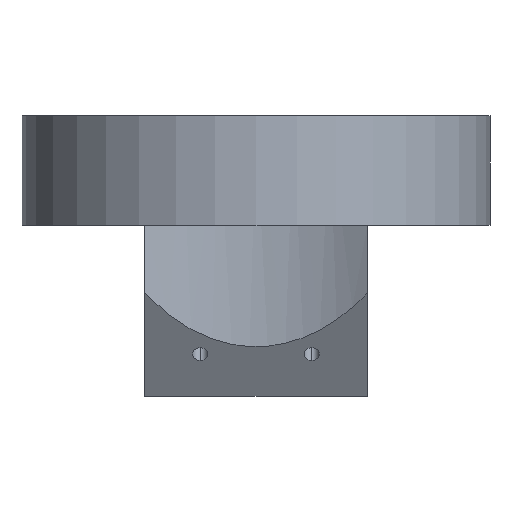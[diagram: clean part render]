
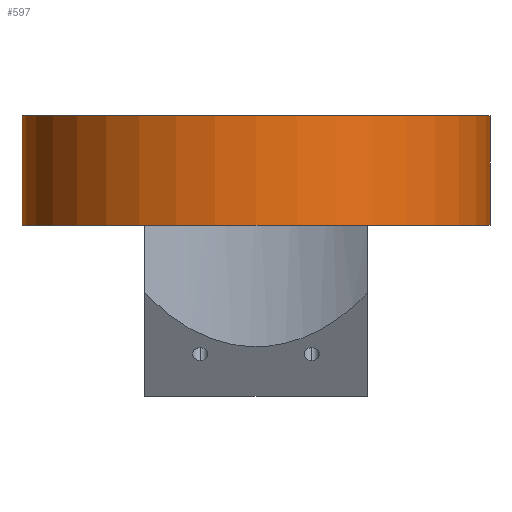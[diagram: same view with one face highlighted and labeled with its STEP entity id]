
A CAD part, front view. The second image highlights one B-rep face of the part: STEP entity #597.
In plain terms, the highlighted cylindrical face has radius 63 mm (diameter 126 mm), a partial arc.
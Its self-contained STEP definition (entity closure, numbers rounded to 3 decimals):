
#20 = DIRECTION ( 'NONE',  ( -1., 0., 0. ) ) ;
#34 = CARTESIAN_POINT ( 'NONE',  ( -63., 0., 29.4 ) ) ;
#62 = AXIS2_PLACEMENT_3D ( 'NONE', #443, #573, #319 ) ;
#77 = VERTEX_POINT ( 'NONE', #93 ) ;
#93 = CARTESIAN_POINT ( 'NONE',  ( 63., 0., 29.4 ) ) ;
#101 = EDGE_LOOP ( 'NONE', ( #488, #277, #405, #291 ) ) ;
#103 = LINE ( 'NONE', #34, #503 ) ;
#118 = LINE ( 'NONE', #672, #187 ) ;
#138 = AXIS2_PLACEMENT_3D ( 'NONE', #206, #752, #20 ) ;
#187 = VECTOR ( 'NONE', #434, 1000. ) ;
#198 = DIRECTION ( 'NONE',  ( 0., 0., 1. ) ) ;
#206 = CARTESIAN_POINT ( 'NONE',  ( 0., 0., 29.4 ) ) ;
#208 = CARTESIAN_POINT ( 'NONE',  ( 63., 0., 0. ) ) ;
#277 = ORIENTED_EDGE ( 'NONE', *, *, #551, .F. ) ;
#291 = ORIENTED_EDGE ( 'NONE', *, *, #380, .T. ) ;
#319 = DIRECTION ( 'NONE',  ( 1., 0., 0. ) ) ;
#340 = DIRECTION ( 'NONE',  ( 0., 0., -1. ) ) ;
#371 = DIRECTION ( 'NONE',  ( 1., 0., 0. ) ) ;
#377 = CARTESIAN_POINT ( 'NONE',  ( -63., 0., 0. ) ) ;
#380 = EDGE_CURVE ( 'NONE', #634, #605, #764, .T. ) ;
#390 = EDGE_CURVE ( 'NONE', #77, #605, #118, .T. ) ;
#396 = AXIS2_PLACEMENT_3D ( 'NONE', #557, #198, #371 ) ;
#405 = ORIENTED_EDGE ( 'NONE', *, *, #766, .T. ) ;
#425 = VERTEX_POINT ( 'NONE', #561 ) ;
#434 = DIRECTION ( 'NONE',  ( 0., 0., -1. ) ) ;
#443 = CARTESIAN_POINT ( 'NONE',  ( 0., 0., 29.4 ) ) ;
#483 = FACE_OUTER_BOUND ( 'NONE', #101, .T. ) ;
#488 = ORIENTED_EDGE ( 'NONE', *, *, #390, .F. ) ;
#496 = CYLINDRICAL_SURFACE ( 'NONE', #138, 63. ) ;
#503 = VECTOR ( 'NONE', #340, 1000. ) ;
#551 = EDGE_CURVE ( 'NONE', #425, #77, #747, .T. ) ;
#557 = CARTESIAN_POINT ( 'NONE',  ( 0., 0., 0. ) ) ;
#561 = CARTESIAN_POINT ( 'NONE',  ( -63., 0., 29.4 ) ) ;
#573 = DIRECTION ( 'NONE',  ( 0., 0., 1. ) ) ;
#597 = ADVANCED_FACE ( 'NONE', ( #483 ), #496, .T. ) ;
#605 = VERTEX_POINT ( 'NONE', #208 ) ;
#634 = VERTEX_POINT ( 'NONE', #377 ) ;
#672 = CARTESIAN_POINT ( 'NONE',  ( 63., 0., 29.4 ) ) ;
#747 = CIRCLE ( 'NONE', #62, 63. ) ;
#752 = DIRECTION ( 'NONE',  ( 0., 0., -1. ) ) ;
#764 = CIRCLE ( 'NONE', #396, 63. ) ;
#766 = EDGE_CURVE ( 'NONE', #425, #634, #103, .T. ) ;
